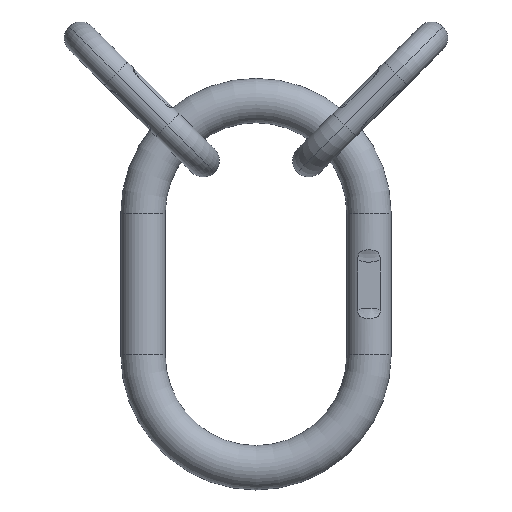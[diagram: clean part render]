
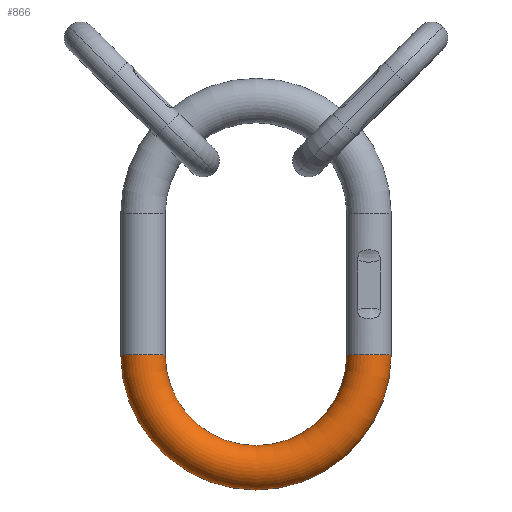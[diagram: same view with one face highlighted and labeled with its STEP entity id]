
A CAD part, top view. The second image highlights one B-rep face of the part: STEP entity #866.
In plain terms, the highlighted toroidal (fillet/blend) face has major radius 56 mm and minor radius 11 mm.
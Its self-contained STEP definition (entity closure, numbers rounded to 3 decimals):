
#101=CARTESIAN_POINT('Vertex',(-45.,-35.,0.)) ;
#108=CARTESIAN_POINT('Vertex',(-67.,-35.,0.)) ;
#154=CARTESIAN_POINT('Vertex',(45.,-35.,0.)) ;
#161=CARTESIAN_POINT('Vertex',(67.,-35.,0.)) ;
#355=CARTESIAN_POINT('Axis2P3D Location',(-56.,-35.,0.)) ;
#372=CARTESIAN_POINT('Axis2P3D Location',(0.,-35.,0.)) ;
#377=CARTESIAN_POINT('Axis2P3D Location',(0.,-35.,0.)) ;
#394=CARTESIAN_POINT('Axis2P3D Location',(56.,-35.,0.)) ;
#855=CARTESIAN_POINT('Axis2P3D Location',(0.,-35.,0.)) ;
#356=DIRECTION('Axis2P3D Direction',(0.,1.,-0.)) ;
#373=DIRECTION('Axis2P3D Direction',(0.,0.,1.)) ;
#378=DIRECTION('Axis2P3D Direction',(0.,0.,1.)) ;
#395=DIRECTION('Axis2P3D Direction',(0.,-1.,0.)) ;
#856=DIRECTION('Axis2P3D Direction',(0.,0.,1.)) ;
#857=DIRECTION('Axis2P3D XDirection',(-1.,0.,0.)) ;
#357=AXIS2_PLACEMENT_3D('Circle Axis2P3D',#355,#356,$) ;
#374=AXIS2_PLACEMENT_3D('Circle Axis2P3D',#372,#373,$) ;
#379=AXIS2_PLACEMENT_3D('Circle Axis2P3D',#377,#378,$) ;
#396=AXIS2_PLACEMENT_3D('Circle Axis2P3D',#394,#395,$) ;
#858=AXIS2_PLACEMENT_3D('Torus Axis2P3D',#855,#856,#857) ;
#861=ORIENTED_EDGE('',*,*,#398,.T.) ;
#862=ORIENTED_EDGE('',*,*,#381,.F.) ;
#863=ORIENTED_EDGE('',*,*,#359,.F.) ;
#864=ORIENTED_EDGE('',*,*,#376,.T.) ;
#866=ADVANCED_FACE('\X2\51434EF6672C9AD4\X0\',(#865),#859,.T.) ;
#358=CIRCLE('generated circle',#357,11.) ;
#375=CIRCLE('generated circle',#374,67.) ;
#380=CIRCLE('generated circle',#379,45.) ;
#397=CIRCLE('generated circle',#396,11.) ;
#859=TOROIDAL_SURFACE('homeo Torus',#858,56.,11.) ;
#359=EDGE_CURVE('',#109,#102,#358,.T.) ;
#376=EDGE_CURVE('',#109,#162,#375,.T.) ;
#381=EDGE_CURVE('',#102,#155,#380,.T.) ;
#398=EDGE_CURVE('',#162,#155,#397,.T.) ;
#860=EDGE_LOOP('',(#861,#862,#863,#864)) ;
#865=FACE_OUTER_BOUND('',#860,.T.) ;
#102=VERTEX_POINT('',#101) ;
#109=VERTEX_POINT('',#108) ;
#155=VERTEX_POINT('',#154) ;
#162=VERTEX_POINT('',#161) ;
